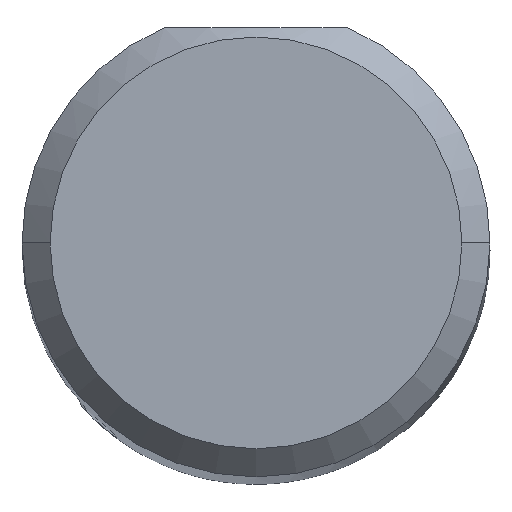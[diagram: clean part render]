
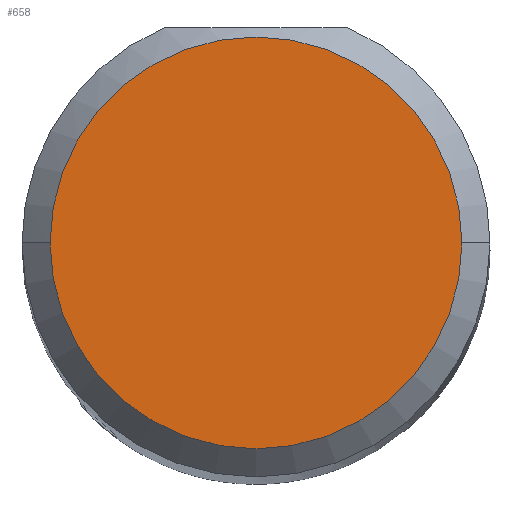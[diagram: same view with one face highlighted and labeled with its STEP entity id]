
A CAD part, top view. The second image highlights one B-rep face of the part: STEP entity #658.
In plain terms, the highlighted planar face has unit normal (0, 0, 1).
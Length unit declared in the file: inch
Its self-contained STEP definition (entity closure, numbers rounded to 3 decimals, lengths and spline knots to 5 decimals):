
#75 = CARTESIAN_POINT ( 'NONE',  ( -0.11, 0., 2.5 ) ) ;
#142 = VERTEX_POINT ( 'NONE', #75 ) ;
#168 = AXIS2_PLACEMENT_3D ( 'NONE', #712, #594, #432 ) ;
#183 = FACE_OUTER_BOUND ( 'NONE', #226, .T. ) ;
#226 = EDGE_LOOP ( 'NONE', ( #412, #324 ) ) ;
#243 = VERTEX_POINT ( 'NONE', #404 ) ;
#247 = DIRECTION ( 'NONE',  ( 0., 0., 1. ) ) ;
#257 = CARTESIAN_POINT ( 'NONE',  ( 0., 0., 2.5 ) ) ;
#306 = CARTESIAN_POINT ( 'NONE',  ( 0., 0., 2.5 ) ) ;
#324 = ORIENTED_EDGE ( 'NONE', *, *, #640, .T. ) ;
#357 = EDGE_CURVE ( 'NONE', #142, #243, #483, .T. ) ;
#404 = CARTESIAN_POINT ( 'NONE',  ( 0.11, 0., 2.5 ) ) ;
#411 = DIRECTION ( 'NONE',  ( 0., 0., 1. ) ) ;
#412 = ORIENTED_EDGE ( 'NONE', *, *, #357, .T. ) ;
#414 = PLANE ( 'NONE',  #519 ) ;
#432 = DIRECTION ( 'NONE',  ( 1., 0., 0. ) ) ;
#483 = CIRCLE ( 'NONE', #168, 0.11 ) ;
#509 = CIRCLE ( 'NONE', #707, 0.11 ) ;
#519 = AXIS2_PLACEMENT_3D ( 'NONE', #257, #411, #688 ) ;
#594 = DIRECTION ( 'NONE',  ( 0., 0., 1. ) ) ;
#636 = DIRECTION ( 'NONE',  ( 1., 0., 0. ) ) ;
#640 = EDGE_CURVE ( 'NONE', #243, #142, #509, .T. ) ;
#658 = ADVANCED_FACE ( 'NONE', ( #183 ), #414, .T. ) ;
#688 = DIRECTION ( 'NONE',  ( 1., 0., 0. ) ) ;
#707 = AXIS2_PLACEMENT_3D ( 'NONE', #306, #247, #636 ) ;
#712 = CARTESIAN_POINT ( 'NONE',  ( 0., 0., 2.5 ) ) ;
